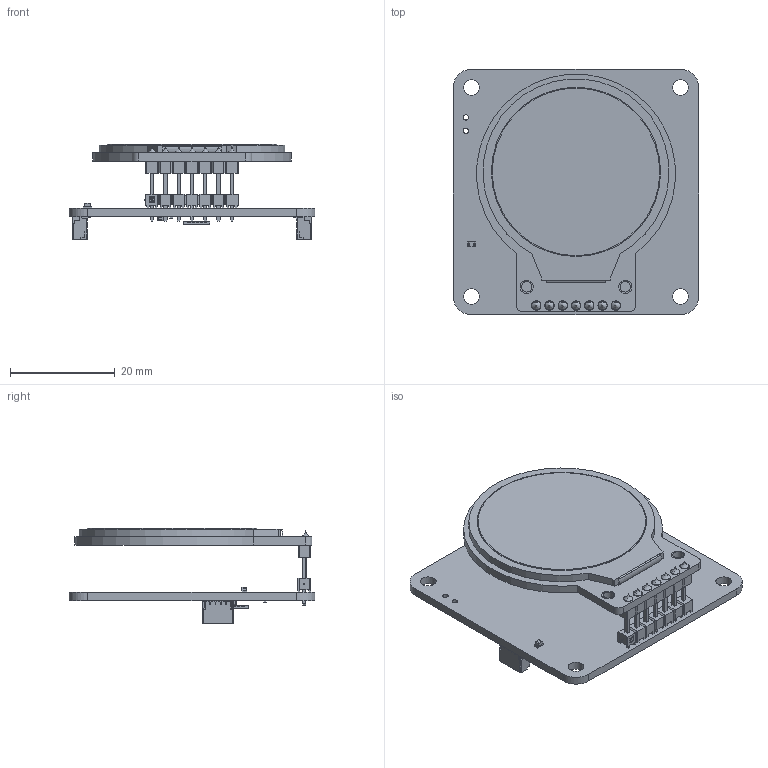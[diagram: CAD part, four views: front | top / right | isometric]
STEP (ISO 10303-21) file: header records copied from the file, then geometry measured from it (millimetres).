
FILE_DESCRIPTION(('Open CASCADE Model'),'2;1');
FILE_NAME('Open CASCADE Shape Model','2025-04-04T12:44:43',('Author'),( 'Open CASCADE'),'Open CASCADE STEP processor 7.5','Open CASCADE 7.5' ,'Unknown');
FILE_SCHEMA(('AUTOMOTIVE_DESIGN { 1 0 10303 214 1 1 1 1 }'));
Length unit declared in the file: millimetre
Products named in the file (41): PCB; Board; Open CASCADE STEP translator 7.5 6.1.1; STAT1; 0603 LED Green; Solid1; Solid4; X1; Conn_SAMTEC_TSW-107-07-G-S_eec; _TSW-107-07-G-S_body; _T-1S6-07-TSW-1-07-7-S; Samtec Logo; R4; User Library-R SMD 0402; User Library-R SMD 0402_0402 BODY; User Library-R SMD 0402_0402 PAD; User Library-R SMD 0402_0402 OPIS; U; DUELink-U-Connector-BM04B-SRSS-TB; D; DUELink-Connector-BM04B-SRSS-TB; C2; 0805 SMD Capacitor; C1; C0402; Free-Models; Teyleten Robot 1.28 Inch GC9A01 240x240 v1; TFT-Round-1.28 v1; Component5; Open CASCADE STEP translator 7.5 6.9.1.1.2; Component6; Component4; Open CASCADE STEP translator 7.5 6.9.1.2.2; Open CASCADE STEP translator 7.5 6.9.1.3; STM32-QFN32
Assembly tree (41 placements, depth 5):
  PCB
    Board
      Open CASCADE STEP translator 7.5 6.1.1
    STAT1
      0603 LED Green
        Solid1
        Solid4
        Solid1
        Solid1
        Solid4
        Solid1
        Solid1
        Solid1
    X1
      Conn_SAMTEC_TSW-107-07-G-S_eec
        _TSW-107-07-G-S_body
        _T-1S6-07-TSW-1-07-7-S
        Samtec Logo
    R4
      User Library-R SMD 0402
        User Library-R SMD 0402_0402 BODY
        User Library-R SMD 0402_0402 PAD  x2
        User Library-R SMD 0402_0402 OPIS
    U
      DUELink-U-Connector-BM04B-SRSS-TB
    D
      DUELink-Connector-BM04B-SRSS-TB
    C2
      0805 SMD Capacitor
    C1
      C0402
    Free-Models
      Teyleten Robot 1.28 Inch GC9A01 240x240 v1
        TFT-Round-1.28 v1
          Component5
          Open CASCADE STEP translator 7.5 6.9.1.1.2
        Component6
          Component4
          Open CASCADE STEP translator 7.5 6.9.1.2.2
        Open CASCADE STEP translator 7.5 6.9.1.3
      STM32-QFN32
Bounding box: 47 x 47 x 18.23 mm (x, y, z)
Volume: 7589.7 mm3; surface area: 13288.5 mm2
Topology: 107 solids, 107 shells, 1916 faces, 6122 edges, 5881 vertices
Faces by surface type: plane 1551, cylinder 243, bspline 105, sphere 8, revolution 8, torus 1
Full cylindrical faces by diameter (mm): 1.016 x2, 1.02 x7, 2 x4, 2.533 x6, 3 x4, 32.4 x1
Entity records: 76996 total; most frequent: CARTESIAN_POINT 18876, DIRECTION 10201, ORIENTED_EDGE 9298, LINE 5289, VECTOR 5289, EDGE_CURVE 4649, VERTEX_POINT 3005, AXIS2_PLACEMENT_3D 2452
